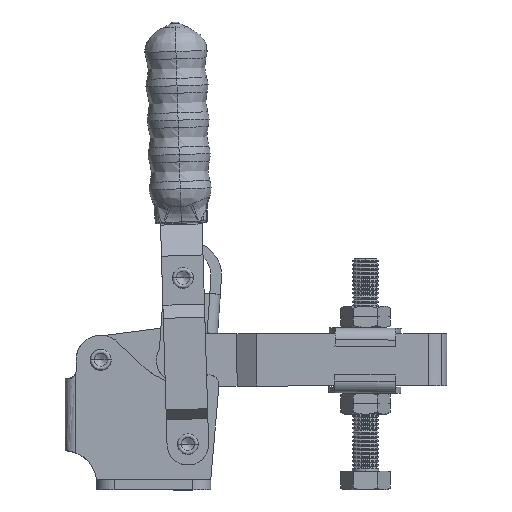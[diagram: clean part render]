
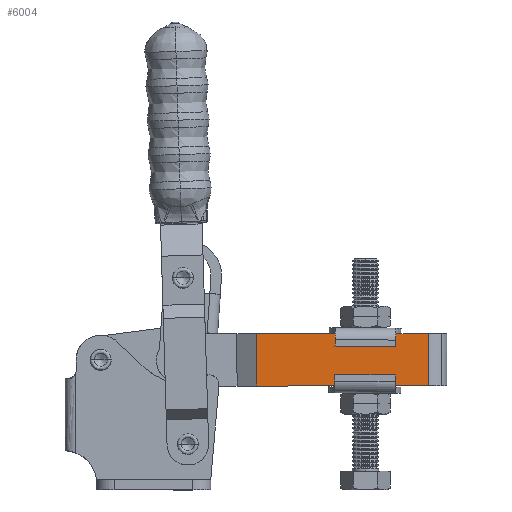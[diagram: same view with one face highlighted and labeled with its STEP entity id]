
A CAD part, left-side view. The second image highlights one B-rep face of the part: STEP entity #6004.
In plain terms, the highlighted planar face has unit normal (-1, 0, 0).
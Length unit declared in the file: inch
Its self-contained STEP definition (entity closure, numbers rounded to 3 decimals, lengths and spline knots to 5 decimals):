
#6004=ADVANCED_FACE('',(#16449),#16450,.T.);
#7504=VERTEX_POINT('',#18068);
#7616=VERTEX_POINT('',#18190);
#9592=EDGE_CURVE('',#7616,#7504,#20315,.T.);
#10294=EDGE_CURVE('',#10930,#7504,#21075,.T.);
#10791=EDGE_CURVE('',#10930,#12113,#21603,.T.);
#10930=VERTEX_POINT('',#21758);
#12113=VERTEX_POINT('',#23030);
#14662=EDGE_CURVE('',#12113,#7616,#25791,.T.);
#16449=FACE_OUTER_BOUND('',#29193,.T.);
#16450=PLANE('',#29194);
#18068=CARTESIAN_POINT('',(-0.28937,-3.98832,1.25167));
#18190=CARTESIAN_POINT('',(-0.28937,-1.92612,1.25079));
#20315=LINE('',#39311,#39312);
#21075=B_SPLINE_CURVE_WITH_KNOTS('',1,(#41216,#41217),.UNSPECIFIED.,.F.,.F.,(2,2),(0.0,0.016),.UNSPECIFIED.);
#21603=LINE('',#42581,#42582);
#21758=CARTESIAN_POINT('',(-0.28937,-3.98806,1.88159));
#23030=CARTESIAN_POINT('',(-0.28937,-1.92585,1.88072));
#25791=LINE('',#53399,#53400);
#29193=EDGE_LOOP('',(#56336,#56337,#56338,#56339));
#29194=AXIS2_PLACEMENT_3D('',#56340,#56341,#56342);
#39311=CARTESIAN_POINT('',(-0.28937,-4.10151,1.25172));
#39312=VECTOR('',#60316,1.);
#41216=CARTESIAN_POINT('',(-0.28937,-3.98806,1.88159));
#41217=CARTESIAN_POINT('',(-0.28937,-3.98832,1.25167));
#42581=CARTESIAN_POINT('',(-0.28937,-4.10124,1.88164));
#42582=VECTOR('',#61649,1.);
#53399=CARTESIAN_POINT('',(-0.28937,-1.92585,1.88072));
#53400=VECTOR('',#66099,1.0);
#56336=ORIENTED_EDGE('',*,*,#10294,.F.);
#56337=ORIENTED_EDGE('',*,*,#10791,.T.);
#56338=ORIENTED_EDGE('',*,*,#14662,.T.);
#56339=ORIENTED_EDGE('',*,*,#9592,.T.);
#56340=CARTESIAN_POINT('',(-0.28937,-3.98806,1.88159));
#56341=DIRECTION('',(-1.0,0.,0.));
#56342=DIRECTION('',(0.,1.,0.));
#60316=DIRECTION('',(0.,-1.,0.));
#61649=DIRECTION('',(0.,1.,0.));
#66099=DIRECTION('',(0.,0.,-1.));
